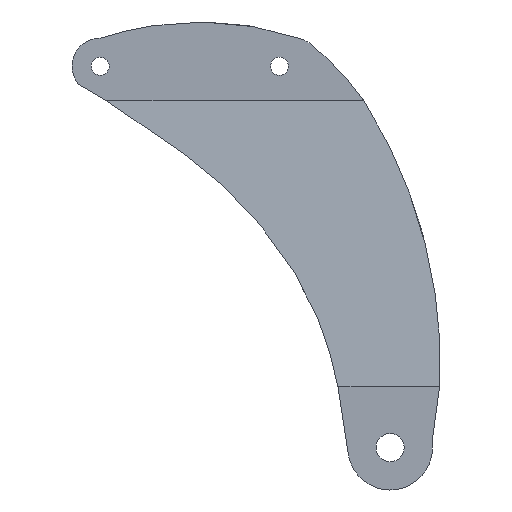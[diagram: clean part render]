
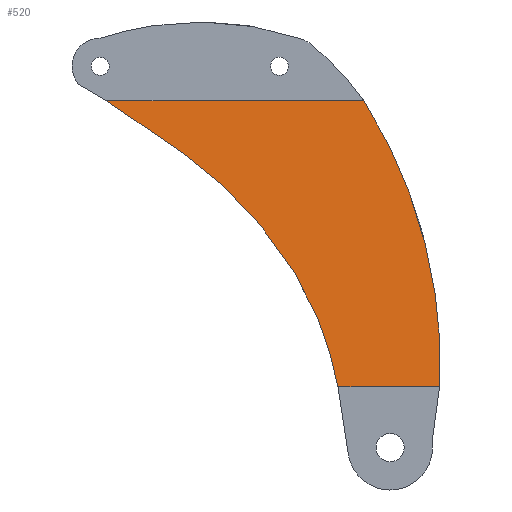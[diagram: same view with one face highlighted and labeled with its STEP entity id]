
A CAD part, left-side view. The second image highlights one B-rep face of the part: STEP entity #520.
In plain terms, the highlighted planar face has unit normal (-0.994, 0, 0.107).
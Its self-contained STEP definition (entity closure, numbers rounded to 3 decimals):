
#196=CARTESIAN_POINT('Vertex',(0.,-22.825,-125.037)) ;
#200=CARTESIAN_POINT('Control Point',(11.971,67.401,-13.498)) ;
#201=CARTESIAN_POINT('Control Point',(11.8,64.892,-15.09)) ;
#202=CARTESIAN_POINT('Control Point',(11.625,62.411,-16.728)) ;
#203=CARTESIAN_POINT('Control Point',(11.445,59.952,-18.4)) ;
#204=CARTESIAN_POINT('Control Point',(10.797,51.176,-24.442)) ;
#205=CARTESIAN_POINT('Control Point',(10.141,42.447,-30.553)) ;
#206=CARTESIAN_POINT('Control Point',(9.707,36.414,-34.596)) ;
#207=CARTESIAN_POINT('Control Point',(8.855,26.174,-42.533)) ;
#208=CARTESIAN_POINT('Control Point',(7.892,16.848,-51.507)) ;
#209=CARTESIAN_POINT('Control Point',(7.477,13.159,-55.378)) ;
#210=CARTESIAN_POINT('Control Point',(6.609,6.05,-63.459)) ;
#211=CARTESIAN_POINT('Control Point',(5.684,-0.405,-72.076)) ;
#212=CARTESIAN_POINT('Control Point',(5.211,-3.438,-76.482)) ;
#213=CARTESIAN_POINT('Control Point',(4.347,-8.471,-84.534)) ;
#214=CARTESIAN_POINT('Control Point',(3.438,-12.737,-93.001)) ;
#215=CARTESIAN_POINT('Control Point',(3.026,-14.459,-96.84)) ;
#216=CARTESIAN_POINT('Control Point',(2.398,-16.768,-102.691)) ;
#217=CARTESIAN_POINT('Control Point',(1.756,-18.711,-108.678)) ;
#218=CARTESIAN_POINT('Control Point',(1.54,-19.32,-110.688)) ;
#219=CARTESIAN_POINT('Control Point',(1.105,-20.466,-114.738)) ;
#220=CARTESIAN_POINT('Control Point',(0.665,-21.479,-118.838)) ;
#221=CARTESIAN_POINT('Control Point',(0.444,-21.955,-120.899)) ;
#222=CARTESIAN_POINT('Control Point',(0.222,-22.403,-122.966)) ;
#223=CARTESIAN_POINT('Control Point',(0.,-22.825,-125.037)) ;
#224=CARTESIAN_POINT('Vertex',(11.971,67.401,-13.498)) ;
#324=CARTESIAN_POINT('Vertex',(0.,-62.514,-125.037)) ;
#327=CARTESIAN_POINT('Line Origine',(0.,-42.67,-125.037)) ;
#488=CARTESIAN_POINT('Axis2P3D Location',(11.971,0.,-13.498)) ;
#493=CARTESIAN_POINT('Line Origine',(11.971,17.249,-13.498)) ;
#497=CARTESIAN_POINT('Vertex',(11.971,-32.902,-13.498)) ;
#501=CARTESIAN_POINT('Control Point',(11.971,-32.902,-13.498)) ;
#502=CARTESIAN_POINT('Control Point',(11.351,-36.851,-19.28)) ;
#503=CARTESIAN_POINT('Control Point',(10.696,-40.344,-25.384)) ;
#504=CARTESIAN_POINT('Control Point',(10.004,-43.514,-31.828)) ;
#505=CARTESIAN_POINT('Control Point',(8.447,-49.956,-46.331)) ;
#506=CARTESIAN_POINT('Control Point',(6.837,-55.004,-61.337)) ;
#507=CARTESIAN_POINT('Control Point',(5.946,-57.295,-69.633)) ;
#508=CARTESIAN_POINT('Control Point',(4.218,-60.767,-85.74)) ;
#509=CARTESIAN_POINT('Control Point',(2.458,-62.536,-102.139)) ;
#510=CARTESIAN_POINT('Control Point',(1.637,-62.98,-109.788)) ;
#511=CARTESIAN_POINT('Control Point',(0.817,-62.982,-117.429)) ;
#512=CARTESIAN_POINT('Control Point',(0.,-62.514,-125.037)) ;
#328=DIRECTION('Vector Direction',(0.,1.,0.)) ;
#489=DIRECTION('Axis2P3D Direction',(0.994,0.,-0.107)) ;
#490=DIRECTION('Axis2P3D XDirection',(-0.107,0.,-0.994)) ;
#494=DIRECTION('Vector Direction',(0.,1.,0.)) ;
#491=AXIS2_PLACEMENT_3D('Plane Axis2P3D',#488,#489,#490) ;
#515=ORIENTED_EDGE('',*,*,#499,.T.) ;
#516=ORIENTED_EDGE('',*,*,#226,.T.) ;
#517=ORIENTED_EDGE('',*,*,#331,.F.) ;
#518=ORIENTED_EDGE('',*,*,#513,.F.) ;
#329=VECTOR('Line Direction',#328,1.) ;
#495=VECTOR('Line Direction',#494,1.) ;
#520=ADVANCED_FACE('Corps principal',(#519),#492,.F.) ;
#199=B_SPLINE_CURVE_WITH_KNOTS('',5,(#200,#201,#202,#203,#204,#205,#206,#207,#208,#209,#210,#211,#212,#213,#214,#215,#216,#217,#218,#219,#220,#221,#222,#223),.UNSPECIFIED.,.F.,.U.,(6,3,3,3,3,3,3,6),(0.,21.057,75.46,112.665,149.869,179.883,194.89,209.897),.UNSPECIFIED.) ;
#500=B_SPLINE_CURVE_WITH_KNOTS('',5,(#501,#502,#503,#504,#505,#506,#507,#508,#509,#510,#511,#512),.UNSPECIFIED.,.F.,.U.,(6,3,3,6),(0.,49.785,112.454,166.676),.UNSPECIFIED.) ;
#226=EDGE_CURVE('',#225,#197,#199,.T.) ;
#331=EDGE_CURVE('',#325,#197,#330,.T.) ;
#499=EDGE_CURVE('',#498,#225,#496,.T.) ;
#513=EDGE_CURVE('',#498,#325,#500,.T.) ;
#514=EDGE_LOOP('',(#515,#516,#517,#518)) ;
#519=FACE_OUTER_BOUND('',#514,.T.) ;
#330=LINE('Line',#327,#329) ;
#496=LINE('Line',#493,#495) ;
#492=PLANE('',#491) ;
#197=VERTEX_POINT('',#196) ;
#225=VERTEX_POINT('',#224) ;
#325=VERTEX_POINT('',#324) ;
#498=VERTEX_POINT('',#497) ;
